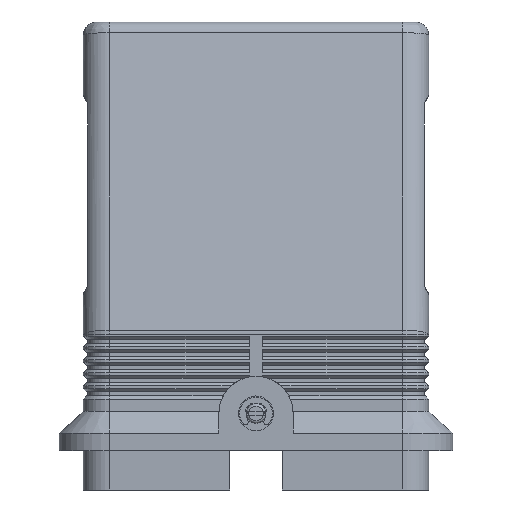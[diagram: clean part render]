
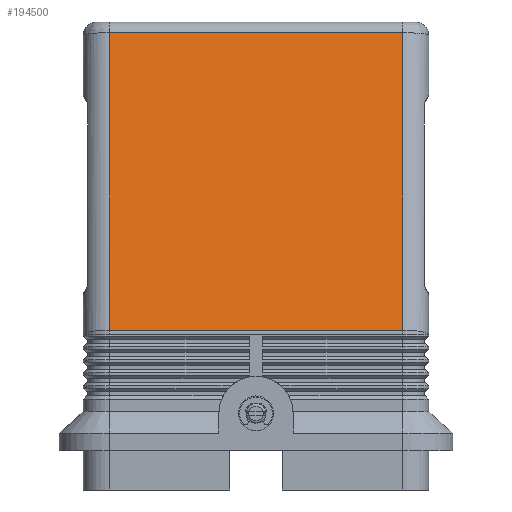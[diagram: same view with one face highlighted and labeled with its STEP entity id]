
A CAD part, left-side view. The second image highlights one B-rep face of the part: STEP entity #194500.
In plain terms, the highlighted planar face has unit normal (-0.984, 0, 0.18).
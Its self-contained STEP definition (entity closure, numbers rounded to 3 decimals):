
#2390=CARTESIAN_POINT('',(-47.95,-33.5,104.54));
#2400=DIRECTION('',(-0.18,0.,-0.984));
#2410=VECTOR('',#2400,1.);
#2420=LINE('',#2390,#2410);
#2430=CARTESIAN_POINT('',(-47.95,-33.5,104.54));
#2440=VERTEX_POINT('',#2430);
#2450=CARTESIAN_POINT('',(-60.402,-33.5,36.536));
#2460=VERTEX_POINT('',#2450);
#2470=EDGE_CURVE('',#2440,#2460,#2420,.T.);
#3440=CARTESIAN_POINT('',(-60.402,33.5,36.536));
#3450=VERTEX_POINT('',#3440);
#3480=CARTESIAN_POINT('',(-60.402,-33.5,36.536));
#3490=DIRECTION('',(0.,1.,0.));
#3500=VECTOR('',#3490,1.);
#3510=LINE('',#3480,#3500);
#3520=EDGE_CURVE('',#2460,#3450,#3510,.T.);
#4720=CARTESIAN_POINT('',(-47.95,33.5,104.54));
#4730=VERTEX_POINT('',#4720);
#4760=CARTESIAN_POINT('',(-60.402,33.5,36.536));
#4770=DIRECTION('',(0.18,0.,0.984));
#4780=VECTOR('',#4770,1.);
#4790=LINE('',#4760,#4780);
#4800=EDGE_CURVE('',#3450,#4730,#4790,.T.);
#5520=CARTESIAN_POINT('',(-47.95,33.5,104.54));
#5530=DIRECTION('',(0.,-1.,0.));
#5540=VECTOR('',#5530,1.);
#5550=LINE('',#5520,#5540);
#5560=EDGE_CURVE('',#4730,#2440,#5550,.T.);
#194390=CARTESIAN_POINT('',(-61.647,-40.2,29.735));
#194400=DIRECTION('',(-0.984,0.,0.18));
#194410=DIRECTION('',(0.18,0.,0.984));
#194420=AXIS2_PLACEMENT_3D('',#194390,#194400,#194410);
#194430=PLANE('',#194420);
#194440=ORIENTED_EDGE('',*,*,#2470,.F.);
#194450=ORIENTED_EDGE('',*,*,#3520,.F.);
#194460=ORIENTED_EDGE('',*,*,#4800,.F.);
#194470=ORIENTED_EDGE('',*,*,#5560,.F.);
#194480=EDGE_LOOP('',(#194470,#194460,#194450,#194440));
#194490=FACE_OUTER_BOUND('',#194480,.T.);
#194500=ADVANCED_FACE('',(#194490),#194430,.T.);
